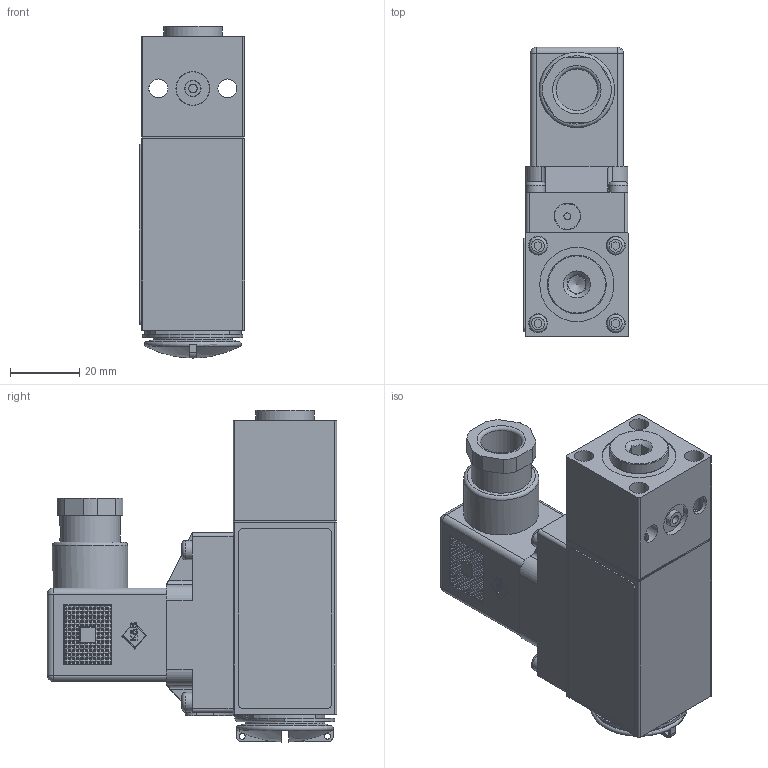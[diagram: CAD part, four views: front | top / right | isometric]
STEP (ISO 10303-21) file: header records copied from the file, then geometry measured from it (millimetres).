
FILE_DESCRIPTION((''),'2;1');
FILE_NAME('WEB061B9074.step','2012-09-02T16:32:38',('Conversion Engine'),('Danfoss A/S'),'Autodesk Inventor 2012','Autodesk Inventor 2012','');
FILE_SCHEMA(('AUTOMOTIVE_DESIGN { 1 2 10303 214 0 1 1 1 }'));
Length unit declared in the file: millimetre
Products named in the file (1): WEB061B9074
Bounding box: 30.5 x 83.8 x 96.16 mm (x, y, z)
Volume: 133349.5 mm3; surface area: 28819.2 mm2
Topology: 15 solids, 17 shells, 2232 faces, 4316 edges, 2156 vertices
Faces by surface type: plane 1977, cylinder 144, cone 44, bspline 35, torus 20, sphere 10, revolution 2
Full cylindrical faces by diameter (mm): 1.7 x2, 2 x1, 2.013 x4, 2.459 x3, 2.5 x5, 2.8 x1, 2.9 x4, 3 x6, 3.2 x2, 3.5 x2, 4.2 x1, 4.9 x2, 5 x2, 5.196 x1, 5.2 x4, 5.5 x6, 5.6 x4, 7 x1, 11.446 x1, 12 x1, 17 x1, 17.5 x2, 18.5 x1, 21.5 x1, 21.8 x1, 23 x1
Entity records: 55409 total; most frequent: CARTESIAN_POINT 9966, DIRECTION 8835, ORIENTED_EDGE 8276, EDGE_CURVE 4138, VECTOR 3583, LINE 3583, AXIS2_PLACEMENT_3D 2625, EDGE_LOOP 2438
